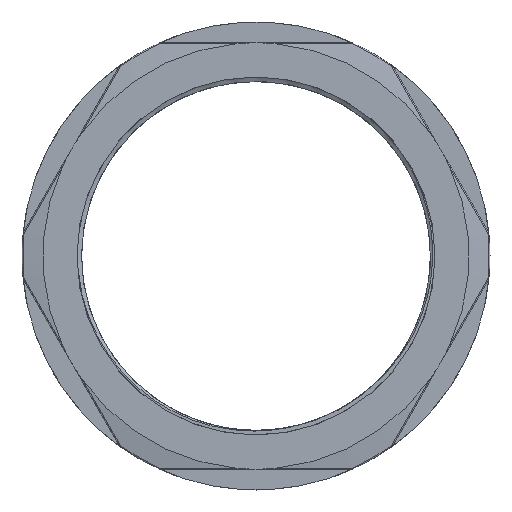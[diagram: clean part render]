
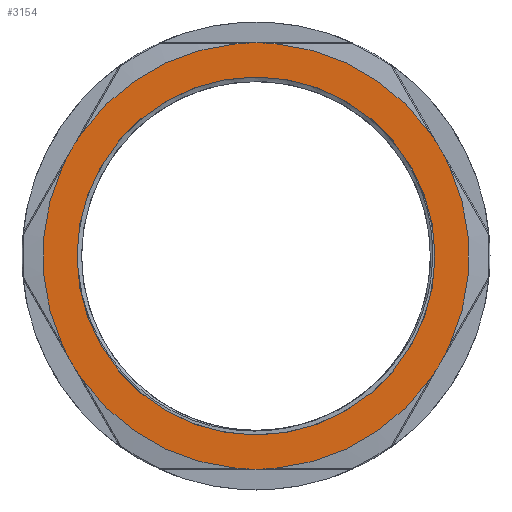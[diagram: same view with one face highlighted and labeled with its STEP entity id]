
A CAD part, left-side view. The second image highlights one B-rep face of the part: STEP entity #3154.
In plain terms, the highlighted planar face has unit normal (-1, 0, 0).
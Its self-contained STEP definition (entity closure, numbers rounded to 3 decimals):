
#42=FACE_BOUND('',#804,.T.);
#251=CIRCLE('',#3400,31.491);
#254=CIRCLE('',#3404,37.5);
#263=CIRCLE('',#3417,37.5);
#267=CIRCLE('',#3424,37.5);
#270=CIRCLE('',#3427,37.5);
#279=CIRCLE('',#3440,37.5);
#282=CIRCLE('',#3446,37.5);
#285=CIRCLE('',#3449,37.5);
#294=CIRCLE('',#3462,37.5);
#297=CIRCLE('',#3468,37.5);
#300=CIRCLE('',#3471,37.5);
#309=CIRCLE('',#3484,37.5);
#312=CIRCLE('',#3490,37.5);
#315=CIRCLE('',#3493,37.5);
#324=CIRCLE('',#3506,37.5);
#327=CIRCLE('',#3512,37.5);
#330=CIRCLE('',#3515,37.5);
#338=CIRCLE('',#3527,37.5);
#341=CIRCLE('',#3533,37.5);
#611=FACE_OUTER_BOUND('',#803,.T.);
#803=EDGE_LOOP('',(#2786,#2787,#2788,#2789,#2790,#2791,#2792,#2793,#2794,
#2795,#2796,#2797,#2798,#2799,#2800,#2801,#2802,#2803));
#804=EDGE_LOOP('',(#2804));
#1416=VERTEX_POINT('',#5624);
#1417=VERTEX_POINT('',#6211);
#1421=VERTEX_POINT('',#6255);
#1430=VERTEX_POINT('',#6303);
#1434=VERTEX_POINT('',#6357);
#1435=VERTEX_POINT('',#6383);
#1439=VERTEX_POINT('',#6427);
#1448=VERTEX_POINT('',#6475);
#1450=VERTEX_POINT('',#6547);
#1454=VERTEX_POINT('',#6591);
#1463=VERTEX_POINT('',#6639);
#1465=VERTEX_POINT('',#6711);
#1469=VERTEX_POINT('',#6755);
#1478=VERTEX_POINT('',#6803);
#1480=VERTEX_POINT('',#6875);
#1484=VERTEX_POINT('',#6919);
#1493=VERTEX_POINT('',#6967);
#1497=VERTEX_POINT('',#7077);
#1505=VERTEX_POINT('',#7123);
#1807=EDGE_CURVE('',#1416,#1416,#251,.T.);
#1814=EDGE_CURVE('',#1417,#1421,#254,.T.);
#1831=EDGE_CURVE('',#1421,#1430,#263,.T.);
#1836=EDGE_CURVE('',#1430,#1434,#267,.T.);
#1842=EDGE_CURVE('',#1435,#1439,#270,.T.);
#1859=EDGE_CURVE('',#1439,#1448,#279,.T.);
#1863=EDGE_CURVE('',#1448,#1417,#282,.T.);
#1868=EDGE_CURVE('',#1450,#1454,#285,.T.);
#1885=EDGE_CURVE('',#1454,#1463,#294,.T.);
#1889=EDGE_CURVE('',#1463,#1435,#297,.T.);
#1894=EDGE_CURVE('',#1465,#1469,#300,.T.);
#1911=EDGE_CURVE('',#1469,#1478,#309,.T.);
#1915=EDGE_CURVE('',#1478,#1450,#312,.T.);
#1920=EDGE_CURVE('',#1480,#1484,#315,.T.);
#1937=EDGE_CURVE('',#1484,#1493,#324,.T.);
#1941=EDGE_CURVE('',#1493,#1465,#327,.T.);
#1945=EDGE_CURVE('',#1434,#1497,#330,.T.);
#1961=EDGE_CURVE('',#1497,#1505,#338,.T.);
#1965=EDGE_CURVE('',#1505,#1480,#341,.T.);
#2786=ORIENTED_EDGE('',*,*,#1911,.F.);
#2787=ORIENTED_EDGE('',*,*,#1894,.F.);
#2788=ORIENTED_EDGE('',*,*,#1941,.F.);
#2789=ORIENTED_EDGE('',*,*,#1937,.F.);
#2790=ORIENTED_EDGE('',*,*,#1920,.F.);
#2791=ORIENTED_EDGE('',*,*,#1965,.F.);
#2792=ORIENTED_EDGE('',*,*,#1961,.F.);
#2793=ORIENTED_EDGE('',*,*,#1945,.F.);
#2794=ORIENTED_EDGE('',*,*,#1836,.F.);
#2795=ORIENTED_EDGE('',*,*,#1831,.F.);
#2796=ORIENTED_EDGE('',*,*,#1814,.F.);
#2797=ORIENTED_EDGE('',*,*,#1863,.F.);
#2798=ORIENTED_EDGE('',*,*,#1859,.F.);
#2799=ORIENTED_EDGE('',*,*,#1842,.F.);
#2800=ORIENTED_EDGE('',*,*,#1889,.F.);
#2801=ORIENTED_EDGE('',*,*,#1885,.F.);
#2802=ORIENTED_EDGE('',*,*,#1868,.F.);
#2803=ORIENTED_EDGE('',*,*,#1915,.F.);
#2804=ORIENTED_EDGE('',*,*,#1807,.T.);
#2965=PLANE('',#3548);
#3154=ADVANCED_FACE('',(#611,#42),#2965,.T.);
#3400=AXIS2_PLACEMENT_3D('',#5625,#4192,#4193);
#3404=AXIS2_PLACEMENT_3D('',#6256,#4200,#4201);
#3417=AXIS2_PLACEMENT_3D('',#6347,#4230,#4231);
#3424=AXIS2_PLACEMENT_3D('',#6358,#4245,#4246);
#3427=AXIS2_PLACEMENT_3D('',#6428,#4251,#4252);
#3440=AXIS2_PLACEMENT_3D('',#6519,#4281,#4282);
#3446=AXIS2_PLACEMENT_3D('',#6526,#4294,#4295);
#3449=AXIS2_PLACEMENT_3D('',#6592,#4300,#4301);
#3462=AXIS2_PLACEMENT_3D('',#6683,#4330,#4331);
#3468=AXIS2_PLACEMENT_3D('',#6690,#4343,#4344);
#3471=AXIS2_PLACEMENT_3D('',#6756,#4349,#4350);
#3484=AXIS2_PLACEMENT_3D('',#6847,#4379,#4380);
#3490=AXIS2_PLACEMENT_3D('',#6854,#4392,#4393);
#3493=AXIS2_PLACEMENT_3D('',#6920,#4398,#4399);
#3506=AXIS2_PLACEMENT_3D('',#7011,#4428,#4429);
#3512=AXIS2_PLACEMENT_3D('',#7018,#4441,#4442);
#3515=AXIS2_PLACEMENT_3D('',#7078,#4447,#4448);
#3527=AXIS2_PLACEMENT_3D('',#7167,#4475,#4476);
#3533=AXIS2_PLACEMENT_3D('',#7174,#4488,#4489);
#3548=AXIS2_PLACEMENT_3D('',#7190,#4518,#4519);
#4192=DIRECTION('center_axis',(1.,0.,0.));
#4193=DIRECTION('ref_axis',(0.,0.,-1.));
#4200=DIRECTION('center_axis',(1.,0.,0.));
#4201=DIRECTION('ref_axis',(0.,-1.,0.));
#4230=DIRECTION('center_axis',(1.,0.,0.));
#4231=DIRECTION('ref_axis',(0.,-1.,0.));
#4245=DIRECTION('center_axis',(1.,0.,0.));
#4246=DIRECTION('ref_axis',(0.,-1.,0.));
#4251=DIRECTION('center_axis',(1.,0.,0.));
#4252=DIRECTION('ref_axis',(0.,-1.,0.));
#4281=DIRECTION('center_axis',(1.,0.,0.));
#4282=DIRECTION('ref_axis',(0.,-1.,0.));
#4294=DIRECTION('center_axis',(1.,0.,0.));
#4295=DIRECTION('ref_axis',(0.,-1.,0.));
#4300=DIRECTION('center_axis',(1.,0.,0.));
#4301=DIRECTION('ref_axis',(0.,-1.,0.));
#4330=DIRECTION('center_axis',(1.,0.,0.));
#4331=DIRECTION('ref_axis',(0.,-1.,0.));
#4343=DIRECTION('center_axis',(1.,0.,0.));
#4344=DIRECTION('ref_axis',(0.,-1.,0.));
#4349=DIRECTION('center_axis',(1.,0.,0.));
#4350=DIRECTION('ref_axis',(0.,-1.,0.));
#4379=DIRECTION('center_axis',(1.,0.,0.));
#4380=DIRECTION('ref_axis',(0.,-1.,0.));
#4392=DIRECTION('center_axis',(1.,0.,0.));
#4393=DIRECTION('ref_axis',(0.,-1.,0.));
#4398=DIRECTION('center_axis',(1.,0.,0.));
#4399=DIRECTION('ref_axis',(0.,-1.,0.));
#4428=DIRECTION('center_axis',(1.,0.,0.));
#4429=DIRECTION('ref_axis',(0.,-1.,0.));
#4441=DIRECTION('center_axis',(1.,0.,0.));
#4442=DIRECTION('ref_axis',(0.,-1.,0.));
#4447=DIRECTION('center_axis',(1.,0.,0.));
#4448=DIRECTION('ref_axis',(0.,-1.,0.));
#4475=DIRECTION('center_axis',(1.,0.,0.));
#4476=DIRECTION('ref_axis',(0.,-1.,0.));
#4488=DIRECTION('center_axis',(1.,0.,0.));
#4489=DIRECTION('ref_axis',(0.,-1.,0.));
#4518=DIRECTION('center_axis',(-1.,0.,0.));
#4519=DIRECTION('ref_axis',(0.,0.,1.));
#5624=CARTESIAN_POINT('',(-8.01,27.272,-15.746));
#5625=CARTESIAN_POINT('Origin',(-8.01,0.,0.));
#6211=CARTESIAN_POINT('',(-8.01,-30.555,21.74));
#6255=CARTESIAN_POINT('',(-8.01,-32.476,18.75));
#6256=CARTESIAN_POINT('Origin',(-8.01,0.,0.));
#6303=CARTESIAN_POINT('',(-8.01,-34.105,15.591));
#6347=CARTESIAN_POINT('Origin',(-8.01,0.,0.));
#6357=CARTESIAN_POINT('',(-8.01,-34.105,-15.591));
#6358=CARTESIAN_POINT('Origin',(-8.01,0.,0.));
#6383=CARTESIAN_POINT('',(-8.01,3.55,37.332));
#6427=CARTESIAN_POINT('',(-8.01,0.,37.5));
#6428=CARTESIAN_POINT('Origin',(-8.01,0.,0.));
#6475=CARTESIAN_POINT('',(-8.01,-3.55,37.332));
#6519=CARTESIAN_POINT('Origin',(-8.01,0.,0.));
#6526=CARTESIAN_POINT('Origin',(-8.01,0.,0.));
#6547=CARTESIAN_POINT('',(-8.01,34.105,15.591));
#6591=CARTESIAN_POINT('',(-8.01,32.476,18.75));
#6592=CARTESIAN_POINT('Origin',(-8.01,0.,0.));
#6639=CARTESIAN_POINT('',(-8.01,30.555,21.74));
#6683=CARTESIAN_POINT('Origin',(-8.01,0.,0.));
#6690=CARTESIAN_POINT('Origin',(-8.01,0.,0.));
#6711=CARTESIAN_POINT('',(-8.01,30.555,-21.74));
#6755=CARTESIAN_POINT('',(-8.01,32.476,-18.75));
#6756=CARTESIAN_POINT('Origin',(-8.01,0.,0.));
#6803=CARTESIAN_POINT('',(-8.01,34.105,-15.591));
#6847=CARTESIAN_POINT('Origin',(-8.01,0.,0.));
#6854=CARTESIAN_POINT('Origin',(-8.01,0.,0.));
#6875=CARTESIAN_POINT('',(-8.01,-3.55,-37.332));
#6919=CARTESIAN_POINT('',(-8.01,0.,-37.5));
#6920=CARTESIAN_POINT('Origin',(-8.01,0.,0.));
#6967=CARTESIAN_POINT('',(-8.01,3.55,-37.332));
#7011=CARTESIAN_POINT('Origin',(-8.01,0.,0.));
#7018=CARTESIAN_POINT('Origin',(-8.01,0.,0.));
#7077=CARTESIAN_POINT('',(-8.01,-32.476,-18.75));
#7078=CARTESIAN_POINT('Origin',(-8.01,0.,0.));
#7123=CARTESIAN_POINT('',(-8.01,-30.555,-21.74));
#7167=CARTESIAN_POINT('Origin',(-8.01,0.,0.));
#7174=CARTESIAN_POINT('Origin',(-8.01,0.,0.));
#7190=CARTESIAN_POINT('Origin',(-8.01,41.175,0.));
